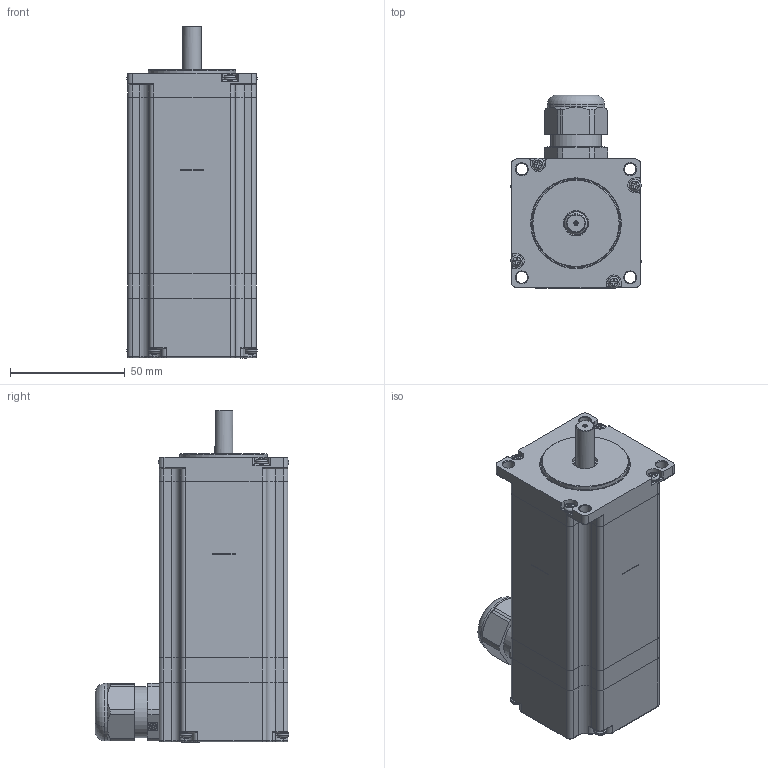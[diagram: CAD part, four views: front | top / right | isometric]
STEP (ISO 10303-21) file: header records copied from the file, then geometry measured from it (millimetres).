
FILE_DESCRIPTION(/* description */ ('Alibre Inc.'),/* implementation_level */ '2;1');
FILE_NAME(/* name */ 'export-2EE8605F-755C-4080-A73A-2DDA44354329',/* time_stamp */ '2021-10-25T10:01:07+02:00',/* author */ (''),/* organization */ (''),/* preprocessor_version */ 'ST-DEVELOPER v17',/* originating_system */ 'Alibre',/* authorisation */ '');
FILE_SCHEMA (('AUTOMOTIVE_DESIGN'));
Length unit declared in the file: millimetre
Products named in the file (30): CLL5_SX; CLL5_CNT; CLL5_DX; Assem1; 2003-3 Screw Terminal 3 pole RM5.00mm; 2003-1 Screw Terminal 2 pole RM 5.00mm; 2003-2 Screw Terminal 2 pole RM 5.00mm; 2003 Screw Terminal 3 pole RM5.00mm; ID_1
Bounding box: 56.8 x 84.39 x 144.6 mm (x, y, z)
Volume: 152781.7 mm3; surface area: 115369.9 mm2
Topology: 34 solids, 104 shells, 4708 faces, 12486 edges, 8089 vertices
Faces by surface type: plane 2517, bspline 1161, cylinder 792, torus 125, cone 101, sphere 12
Full cylindrical faces by diameter (mm): 0.239 x6, 1.5 x1, 2.5 x12, 2.6 x4, 3 x10, 3.3 x8, 3.4 x8, 3.75 x2, 4.9 x2, 5.1 x4, 5.3 x10, 6 x1, 8 x3, 10 x3, 10.8 x1, 11 x1, 11.297 x2, 15 x1, 17.7 x1, 18 x1, 18.295 x2, 18.38 x1, 18.5 x1, 20 x2, 21.3 x1, 22 x3, 22.3 x1, 25 x1, 35 x2, 36 x2
Entity records: 126166 total; most frequent: CARTESIAN_POINT 36397, ORIENTED_EDGE 21286, DIRECTION 12337, EDGE_CURVE 10643, VERTEX_POINT 7016, VECTOR 5994, LINE 5994, FACE_BOUND 4365
